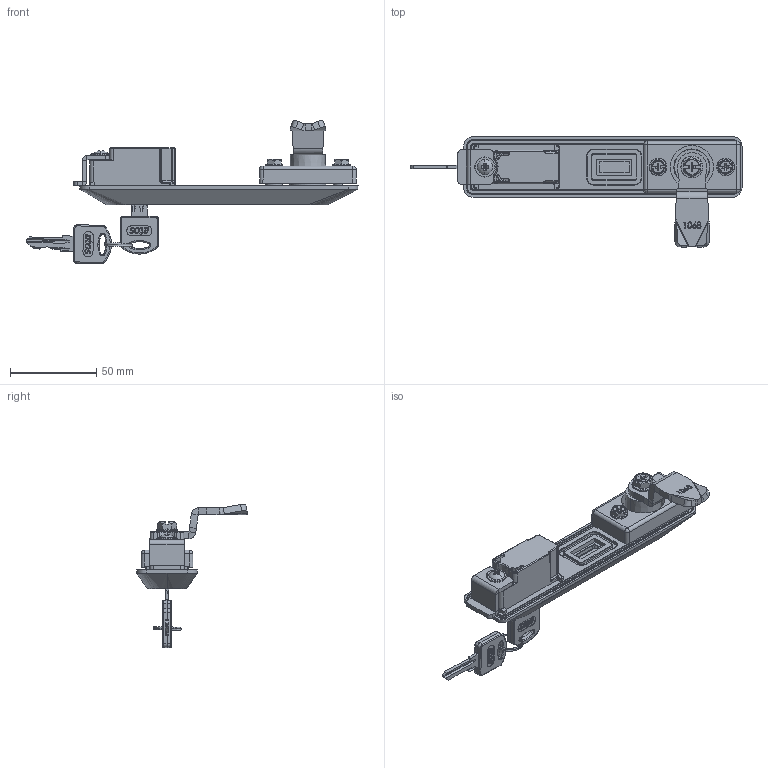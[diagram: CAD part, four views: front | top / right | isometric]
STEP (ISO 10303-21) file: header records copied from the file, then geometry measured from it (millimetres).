
FILE_DESCRIPTION (( 'STEP AP203' ), '1' );
FILE_NAME ('KI75.5.31.1214.2.STEP', '2022-04-29T05:34:36', ( '' ), ( '' ), 'SwSTEP 2.0', 'SolidWorks 2021', '' );
FILE_SCHEMA (( 'CONFIG_CONTROL_DESIGN' ));
Length unit declared in the file: millimetre
Products named in the file (1): KI75.5.31.1214.2
Bounding box: 192.14 x 63.93 x 82.98 mm (x, y, z)
Surface area: 36795.6 mm2 (no closed solid volume)
Topology: 0 solids, 39 shells, 1111 faces, 3418 edges, 2314 vertices
Faces by surface type: plane 444, bspline 318, cylinder 182, cone 117, torus 42, sphere 8
Entity records: 53784 total; most frequent: CARTESIAN_POINT 26808, ORIENTED_EDGE 5814, DIRECTION 4539, EDGE_CURVE 3409, VERTEX_POINT 2312, VECTOR 1577, LINE 1577, AXIS2_PLACEMENT_3D 1481
